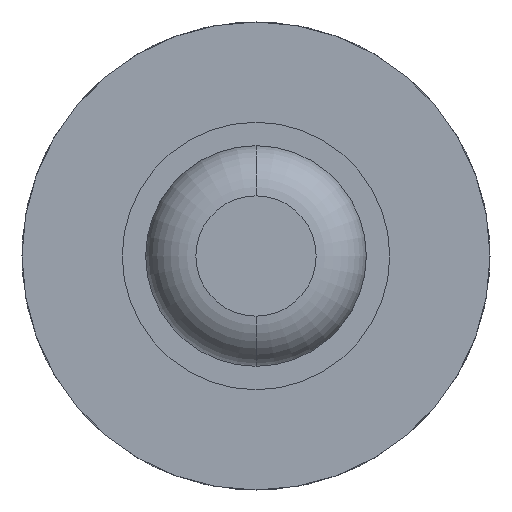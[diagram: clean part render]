
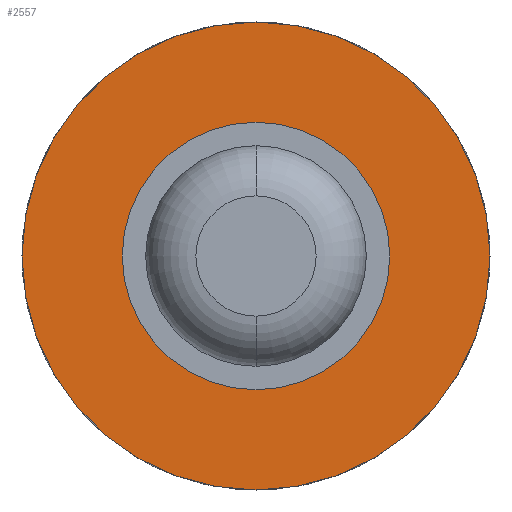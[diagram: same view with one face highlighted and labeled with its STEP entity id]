
A CAD part, front view. The second image highlights one B-rep face of the part: STEP entity #2557.
In plain terms, the highlighted planar face has unit normal (0, -1, 0).
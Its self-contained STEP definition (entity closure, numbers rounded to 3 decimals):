
#224 = EDGE_CURVE ( 'Defeature ausgef�hrt1_20+Defeature ausgef�hrt1_21+Defeature ausgef�hrt1_21+Defeature ausgef�hrt1_21', #4212, #3616, #871, .T. ) ;
#352 = CIRCLE ( 'NONE', #4628, 0.5 ) ;
#673 = CARTESIAN_POINT ( 'NONE',  ( 0., 5.3, 0.5 ) ) ;
#678 = PLANE ( 'NONE',  #2127 ) ;
#850 = EDGE_CURVE ( 'Defeature ausgef�hrt1_20+Defeature ausgef�hrt1_21+Defeature ausgef�hrt1_21+Defeature ausgef�hrt1_21', #3616, #4212, #352, .T. ) ;
#871 = CIRCLE ( 'NONE', #4739, 0.5 ) ;
#949 = DIRECTION ( 'NONE',  ( 0., 0., -1. ) ) ;
#1170 = ORIENTED_EDGE ( 'NONE', *, *, #2549, .T. ) ;
#1269 = DIRECTION ( 'NONE',  ( 0., 0., -1. ) ) ;
#1550 = CARTESIAN_POINT ( 'NONE',  ( 1.75, 5.3, 0. ) ) ;
#1820 = DIRECTION ( 'NONE',  ( 0., 0., -1. ) ) ;
#1899 = CIRCLE ( 'NONE', #4721, 1.75 ) ;
#2127 = AXIS2_PLACEMENT_3D ( 'NONE', #1550, #4998, #3111 ) ;
#2251 = CARTESIAN_POINT ( 'NONE',  ( 0., 5.3, 1.75 ) ) ;
#2308 = VERTEX_POINT ( 'NONE', #6137 ) ;
#2379 = CARTESIAN_POINT ( 'NONE',  ( 0., 5.3, 0. ) ) ;
#2549 = EDGE_CURVE ( 'Defeature ausgef�hrt1_21+Defeature ausgef�hrt1_22+Defeature ausgef�hrt1_22+Defeature ausgef�hrt1_22', #3046, #2308, #4041, .T. ) ;
#2557 = ADVANCED_FACE ( 'Defeature ausgef�hrt1_21', ( #4623, #4331 ), #678, .T. ) ;
#2648 = AXIS2_PLACEMENT_3D ( 'NONE', #6030, #4974, #5016 ) ;
#2728 = DIRECTION ( 'NONE',  ( 0., -1., 0. ) ) ;
#3046 = VERTEX_POINT ( 'NONE', #2251 ) ;
#3111 = DIRECTION ( 'NONE',  ( 0., 0., -1. ) ) ;
#3237 = CARTESIAN_POINT ( 'NONE',  ( 0., 5.3, 0. ) ) ;
#3616 = VERTEX_POINT ( 'NONE', #5175 ) ;
#3820 = DIRECTION ( 'NONE',  ( 0., -1., 0. ) ) ;
#4041 = CIRCLE ( 'NONE', #2648, 1.75 ) ;
#4212 = VERTEX_POINT ( 'NONE', #673 ) ;
#4331 = FACE_BOUND ( 'NONE', #5965, .T. ) ;
#4623 = FACE_OUTER_BOUND ( 'NONE', #4893, .T. ) ;
#4628 = AXIS2_PLACEMENT_3D ( 'NONE', #5699, #3820, #949 ) ;
#4660 = ORIENTED_EDGE ( 'NONE', *, *, #5835, .T. ) ;
#4721 = AXIS2_PLACEMENT_3D ( 'NONE', #3237, #2728, #1269 ) ;
#4739 = AXIS2_PLACEMENT_3D ( 'NONE', #2379, #5723, #1820 ) ;
#4893 = EDGE_LOOP ( 'NONE', ( #4660, #1170 ) ) ;
#4974 = DIRECTION ( 'NONE',  ( 0., -1., 0. ) ) ;
#4998 = DIRECTION ( 'NONE',  ( 0., -1., 0. ) ) ;
#5016 = DIRECTION ( 'NONE',  ( 0., 0., -1. ) ) ;
#5175 = CARTESIAN_POINT ( 'NONE',  ( 0., 5.3, -0.5 ) ) ;
#5583 = ORIENTED_EDGE ( 'NONE', *, *, #224, .F. ) ;
#5699 = CARTESIAN_POINT ( 'NONE',  ( 0., 5.3, 0. ) ) ;
#5723 = DIRECTION ( 'NONE',  ( 0., -1., 0. ) ) ;
#5835 = EDGE_CURVE ( 'Defeature ausgef�hrt1_21+Defeature ausgef�hrt1_22+Defeature ausgef�hrt1_22+Defeature ausgef�hrt1_22', #2308, #3046, #1899, .T. ) ;
#5871 = ORIENTED_EDGE ( 'NONE', *, *, #850, .F. ) ;
#5965 = EDGE_LOOP ( 'NONE', ( #5871, #5583 ) ) ;
#6030 = CARTESIAN_POINT ( 'NONE',  ( 0., 5.3, 0. ) ) ;
#6137 = CARTESIAN_POINT ( 'NONE',  ( 0., 5.3, -1.75 ) ) ;
